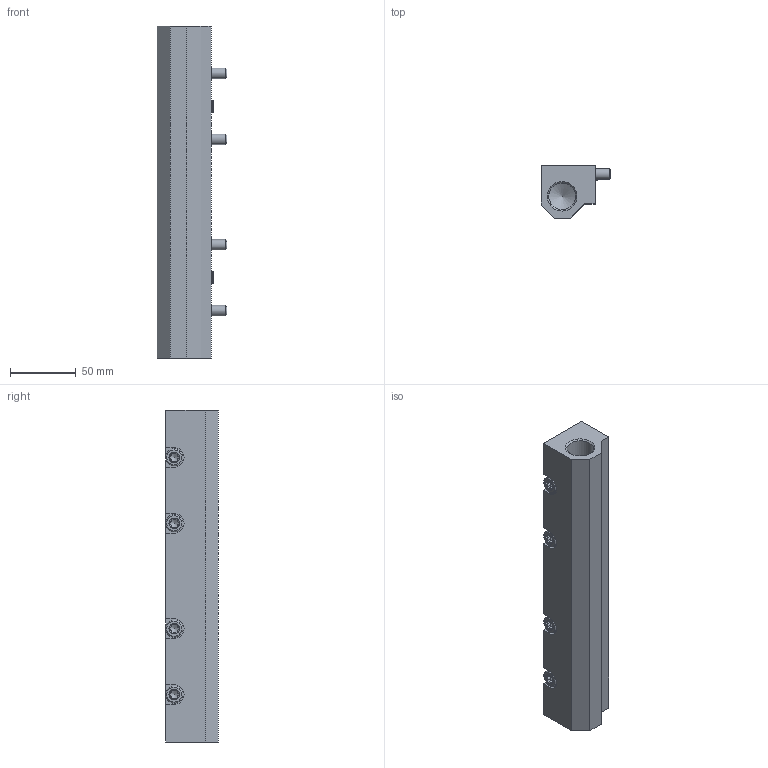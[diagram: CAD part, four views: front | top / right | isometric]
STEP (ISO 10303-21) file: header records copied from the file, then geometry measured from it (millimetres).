
FILE_DESCRIPTION(/* description */ ('STEP AP214'),/* implementation_level */ '2;1');
FILE_NAME(/* name */ '545244_DADP-DGC-50-GF_KF',/* time_stamp */ '2024-08-12T19:52:18+02:00',/* author */ ('License CC BY-ND 4.0'),/* organization */ ('CADENAS'),/* preprocessor_version */ 'ST-DEVELOPER v19.3',/* originating_system */ 'PARTsolutions',/* authorisation */ ' ');
FILE_SCHEMA (('AUTOMOTIVE_DESIGN {1 0 10303 214 3 1 1}'));
Length unit declared in the file: millimetre
Products named in the file (4): 545244 DADP-DGC-50-GF/KF; 545244 DADP-DGC-50-GF/KF---(S); ISO 14579 M8x45(F); 8137184 ZBH-9-B
Assembly tree (7 placements, depth 2):
  545244 DADP-DGC-50-GF/KF
    545244 DADP-DGC-50-GF/KF---(S)
    ISO 14579 M8x45(F)  x4
    8137184 ZBH-9-B  x2
Bounding box: 53 x 40 x 252 mm (x, y, z)
Volume: 308968.7 mm3; surface area: 62439.4 mm2
Topology: 7 solids, 7 shells, 174 faces, 417 edges, 263 vertices
Faces by surface type: cylinder 73, cone 44, plane 41, torus 16
Full cylindrical faces by diameter (mm): 8 x4, 9 x5, 13 x4, 20.376 x2
Entity records: 2400 total; most frequent: CARTESIAN_POINT 542, DIRECTION 353, ORIENTED_EDGE 334, EDGE_CURVE 167, AXIS2_PLACEMENT_3D 134, VERTEX_POINT 121, FACE_BOUND 112, EDGE_LOOP 109
